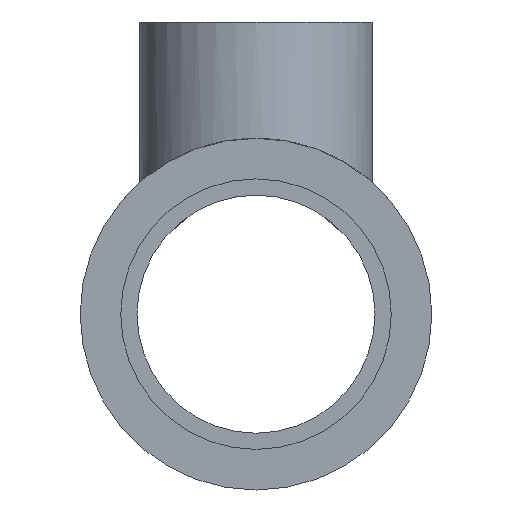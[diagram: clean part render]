
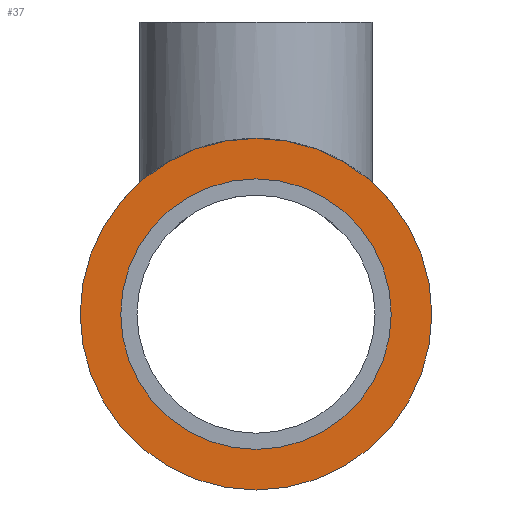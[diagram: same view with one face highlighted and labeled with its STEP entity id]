
A CAD part, left-side view. The second image highlights one B-rep face of the part: STEP entity #37.
In plain terms, the highlighted planar face has unit normal (-1, 0, 0).
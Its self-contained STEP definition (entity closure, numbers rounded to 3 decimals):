
#37 = ADVANCED_FACE( '', ( #80, #81 ), #82, .F. );
#80 = FACE_BOUND( '', #141, .T. );
#81 = FACE_OUTER_BOUND( '', #142, .T. );
#82 = PLANE( '', #143 );
#141 = EDGE_LOOP( '', ( #196 ) );
#142 = EDGE_LOOP( '', ( #197 ) );
#143 = AXIS2_PLACEMENT_3D( '', #198, #199, #200 );
#196 = ORIENTED_EDGE( '', *, *, #276, .T. );
#197 = ORIENTED_EDGE( '', *, *, #277, .F. );
#198 = CARTESIAN_POINT( '', ( -83.5, 0., 0. ) );
#199 = DIRECTION( '', ( 1., 0., 0. ) );
#200 = DIRECTION( '', ( 0., 0., -1. ) );
#276 = EDGE_CURVE( '', #303, #303, #304, .T. );
#277 = EDGE_CURVE( '', #305, #305, #306, .T. );
#303 = VERTEX_POINT( '', #344 );
#304 = CIRCLE( '', #345, 25. );
#305 = VERTEX_POINT( '', #346 );
#306 = CIRCLE( '', #347, 32.5 );
#344 = CARTESIAN_POINT( '', ( -83.5, 0., -25. ) );
#345 = AXIS2_PLACEMENT_3D( '', #603, #604, #605 );
#346 = CARTESIAN_POINT( '', ( -83.5, 32.5, 0. ) );
#347 = AXIS2_PLACEMENT_3D( '', #606, #607, #608 );
#603 = CARTESIAN_POINT( '', ( -83.5, 0., 0. ) );
#604 = DIRECTION( '', ( 1., 0., 0. ) );
#605 = DIRECTION( '', ( 0., 0., -1. ) );
#606 = CARTESIAN_POINT( '', ( -83.5, 0., 0. ) );
#607 = DIRECTION( '', ( 1., 0., 0. ) );
#608 = DIRECTION( '', ( 0., 1., 0. ) );
